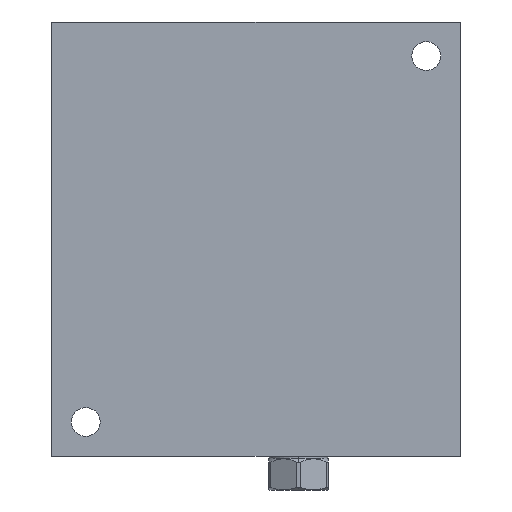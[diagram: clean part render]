
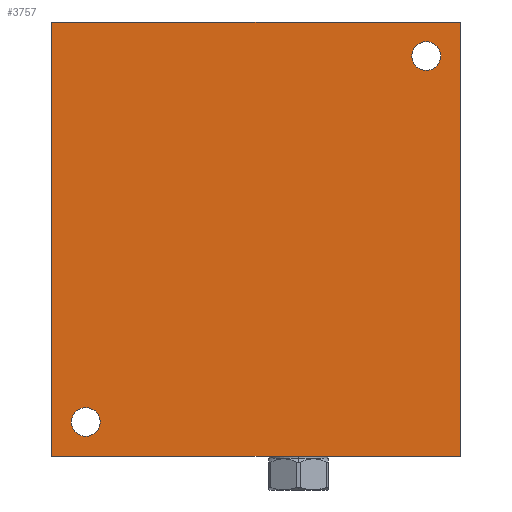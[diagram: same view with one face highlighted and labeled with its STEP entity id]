
A CAD part, left-side view. The second image highlights one B-rep face of the part: STEP entity #3757.
In plain terms, the highlighted planar face has unit normal (-1, 0, 0).
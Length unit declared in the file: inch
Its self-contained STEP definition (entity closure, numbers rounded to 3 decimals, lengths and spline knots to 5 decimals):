
#1=DIRECTION('',(0.,-1.,0.));
#2=VECTOR('',#1,6.);
#3=CARTESIAN_POINT('',(0.,0.,0.));
#4=LINE('',#3,#2);
#47=DIRECTION('',(0.,0.,1.));
#48=VECTOR('',#47,6.375);
#49=CARTESIAN_POINT('',(0.,0.,0.));
#50=LINE('',#49,#48);
#51=CARTESIAN_POINT('',(0.,-5.5,5.875));
#52=DIRECTION('',(-1.,0.,0.));
#53=DIRECTION('',(0.,1.,0.));
#54=AXIS2_PLACEMENT_3D('',#51,#52,#53);
#56=CARTESIAN_POINT('',(0.,-5.5,5.875));
#57=DIRECTION('',(-1.,0.,0.));
#58=DIRECTION('',(0.,-1.,0.));
#59=AXIS2_PLACEMENT_3D('',#56,#57,#58);
#61=CARTESIAN_POINT('',(0.,-0.5,0.5));
#62=DIRECTION('',(-1.,0.,0.));
#63=DIRECTION('',(0.,1.,0.));
#64=AXIS2_PLACEMENT_3D('',#61,#62,#63);
#66=CARTESIAN_POINT('',(0.,-0.5,0.5));
#67=DIRECTION('',(-1.,0.,0.));
#68=DIRECTION('',(0.,-1.,0.));
#69=AXIS2_PLACEMENT_3D('',#66,#67,#68);
#139=DIRECTION('',(0.,0.,1.));
#140=VECTOR('',#139,6.375);
#141=CARTESIAN_POINT('',(0.,-6.,0.));
#142=LINE('',#141,#140);
#163=DIRECTION('',(0.,-1.,0.));
#164=VECTOR('',#163,6.);
#165=CARTESIAN_POINT('',(0.,0.,6.375));
#166=LINE('',#165,#164);
#3252=CARTESIAN_POINT('',(0.,0.,0.));
#3253=CARTESIAN_POINT('',(0.,-6.,0.));
#3254=VERTEX_POINT('',#3252);
#3255=VERTEX_POINT('',#3253);
#3260=CARTESIAN_POINT('',(0.,0.,6.375));
#3261=CARTESIAN_POINT('',(0.,-6.,6.375));
#3262=VERTEX_POINT('',#3260);
#3263=VERTEX_POINT('',#3261);
#3388=CARTESIAN_POINT('',(0.,-5.289,5.875));
#3389=CARTESIAN_POINT('',(0.,-5.711,5.875));
#3390=VERTEX_POINT('',#3388);
#3391=VERTEX_POINT('',#3389);
#3396=CARTESIAN_POINT('',(0.,-0.289,0.5));
#3397=CARTESIAN_POINT('',(0.,-0.711,0.5));
#3398=VERTEX_POINT('',#3396);
#3399=VERTEX_POINT('',#3397);
#3731=CARTESIAN_POINT('',(0.,0.,0.));
#3732=DIRECTION('',(-1.,0.,0.));
#3733=DIRECTION('',(0.,-1.,0.));
#3734=AXIS2_PLACEMENT_3D('',#3731,#3732,#3733);
#3735=PLANE('',#3734);
#3736=ORIENTED_EDGE('',*,*,#3702,.F.);
#3738=ORIENTED_EDGE('',*,*,#3737,.T.);
#3740=ORIENTED_EDGE('',*,*,#3739,.T.);
#3742=ORIENTED_EDGE('',*,*,#3741,.F.);
#3743=EDGE_LOOP('',(#3736,#3738,#3740,#3742));
#3744=FACE_OUTER_BOUND('',#3743,.F.);
#3746=ORIENTED_EDGE('',*,*,#3745,.T.);
#3748=ORIENTED_EDGE('',*,*,#3747,.T.);
#3749=EDGE_LOOP('',(#3746,#3748));
#3750=FACE_BOUND('',#3749,.F.);
#3752=ORIENTED_EDGE('',*,*,#3751,.T.);
#3754=ORIENTED_EDGE('',*,*,#3753,.T.);
#3755=EDGE_LOOP('',(#3752,#3754));
#3756=FACE_BOUND('',#3755,.F.);
#3757=ADVANCED_FACE('',(#3744,#3750,#3756),#3735,.T.);
#55=CIRCLE('',#54,0.211);
#60=CIRCLE('',#59,0.211);
#65=CIRCLE('',#64,0.211);
#70=CIRCLE('',#69,0.211);
#3702=EDGE_CURVE('',#3254,#3255,#4,.T.);
#3737=EDGE_CURVE('',#3254,#3262,#50,.T.);
#3739=EDGE_CURVE('',#3262,#3263,#166,.T.);
#3741=EDGE_CURVE('',#3255,#3263,#142,.T.);
#3745=EDGE_CURVE('',#3390,#3391,#55,.T.);
#3747=EDGE_CURVE('',#3391,#3390,#60,.T.);
#3751=EDGE_CURVE('',#3398,#3399,#65,.T.);
#3753=EDGE_CURVE('',#3399,#3398,#70,.T.);
